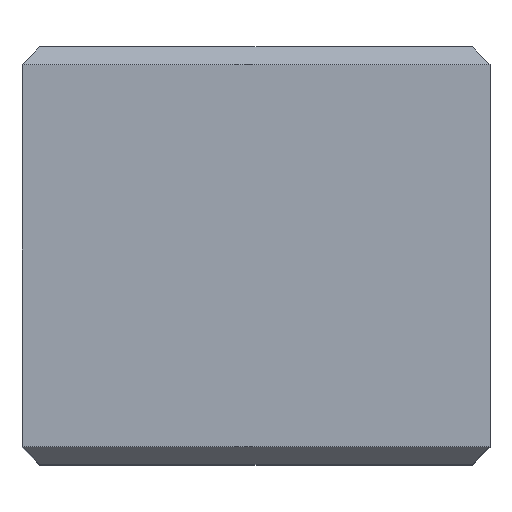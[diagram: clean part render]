
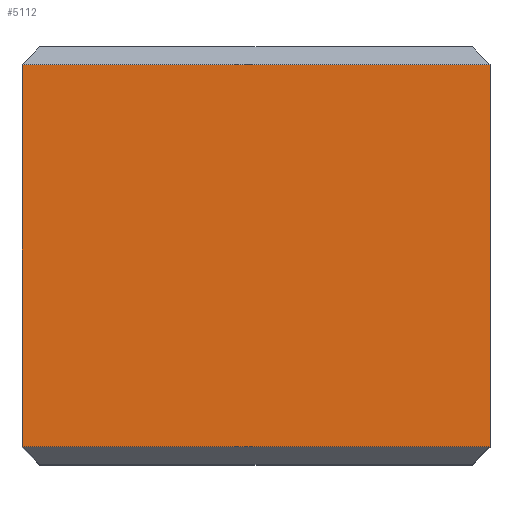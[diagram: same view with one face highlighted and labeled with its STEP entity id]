
A CAD part, top view. The second image highlights one B-rep face of the part: STEP entity #5112.
In plain terms, the highlighted planar face has unit normal (0, 0, 1).
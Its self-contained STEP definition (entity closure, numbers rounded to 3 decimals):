
#216 = VERTEX_POINT ( 'NONE', #481 ) ;
#239 = VERTEX_POINT ( 'NONE', #493 ) ;
#270 = VERTEX_POINT ( 'NONE', #505 ) ;
#283 = VERTEX_POINT ( 'NONE', #559 ) ;
#481 = CARTESIAN_POINT ( 'NONE',  ( -0.245, 0.7, 0.254 ) ) ;
#493 = CARTESIAN_POINT ( 'NONE',  ( 18.255, 15.8, 0.254 ) ) ;
#505 = CARTESIAN_POINT ( 'NONE',  ( 18.255, 0.7, 0.254 ) ) ;
#559 = CARTESIAN_POINT ( 'NONE',  ( -0.245, 15.8, 0.254 ) ) ;
#1042 = AXIS2_PLACEMENT_3D ( 'NONE', #2621, #2625, #2644 ) ;
#1095 = VECTOR ( 'NONE', #4024, 1000. ) ;
#1295 = EDGE_LOOP ( 'NONE', ( #2015, #2091, #2038, #2080 ) ) ;
#1670 = EDGE_CURVE ( 'NONE', #239, #283, #4573, .T. ) ;
#1691 = EDGE_CURVE ( 'NONE', #216, #270, #4592, .T. ) ;
#2015 = ORIENTED_EDGE ( 'NONE', *, *, #2412, .T. ) ;
#2038 = ORIENTED_EDGE ( 'NONE', *, *, #2404, .F. ) ;
#2080 = ORIENTED_EDGE ( 'NONE', *, *, #1670, .T. ) ;
#2091 = ORIENTED_EDGE ( 'NONE', *, *, #1691, .T. ) ;
#2404 = EDGE_CURVE ( 'NONE', #239, #270, #3983, .T. ) ;
#2412 = EDGE_CURVE ( 'NONE', #283, #216, #4019, .T. ) ;
#2616 = FACE_OUTER_BOUND ( 'NONE', #1295, .T. ) ;
#2617 = PLANE ( 'NONE',  #1042 ) ;
#2621 = CARTESIAN_POINT ( 'NONE',  ( 16.751, 16.5, 0.254 ) ) ;
#2625 = DIRECTION ( 'NONE',  ( 0., 0., -1. ) ) ;
#2644 = DIRECTION ( 'NONE',  ( -1., 0., 0. ) ) ;
#3383 = VECTOR ( 'NONE', #4576, 1000. ) ;
#3456 = VECTOR ( 'NONE', #4593, 1000. ) ;
#3595 = VECTOR ( 'NONE', #3986, 1000. ) ;
#3983 = LINE ( 'NONE', #3985, #3595 ) ;
#3985 = CARTESIAN_POINT ( 'NONE',  ( 18.255, 16.5, 0.254 ) ) ;
#3986 = DIRECTION ( 'NONE',  ( 0., -1., 0. ) ) ;
#4019 = LINE ( 'NONE', #4023, #1095 ) ;
#4023 = CARTESIAN_POINT ( 'NONE',  ( -0.245, 16.5, 0.254 ) ) ;
#4024 = DIRECTION ( 'NONE',  ( 0., -1., 0. ) ) ;
#4573 = LINE ( 'NONE', #4583, #3383 ) ;
#4576 = DIRECTION ( 'NONE',  ( -1., 0., 0. ) ) ;
#4583 = CARTESIAN_POINT ( 'NONE',  ( 16.751, 15.8, 0.254 ) ) ;
#4592 = LINE ( 'NONE', #4598, #3456 ) ;
#4593 = DIRECTION ( 'NONE',  ( 1., 0., 0. ) ) ;
#4598 = CARTESIAN_POINT ( 'NONE',  ( 18.255, 0.7, 0.254 ) ) ;
#5112 = ADVANCED_FACE ( 'NONE', ( #2616 ), #2617, .F. ) ;
